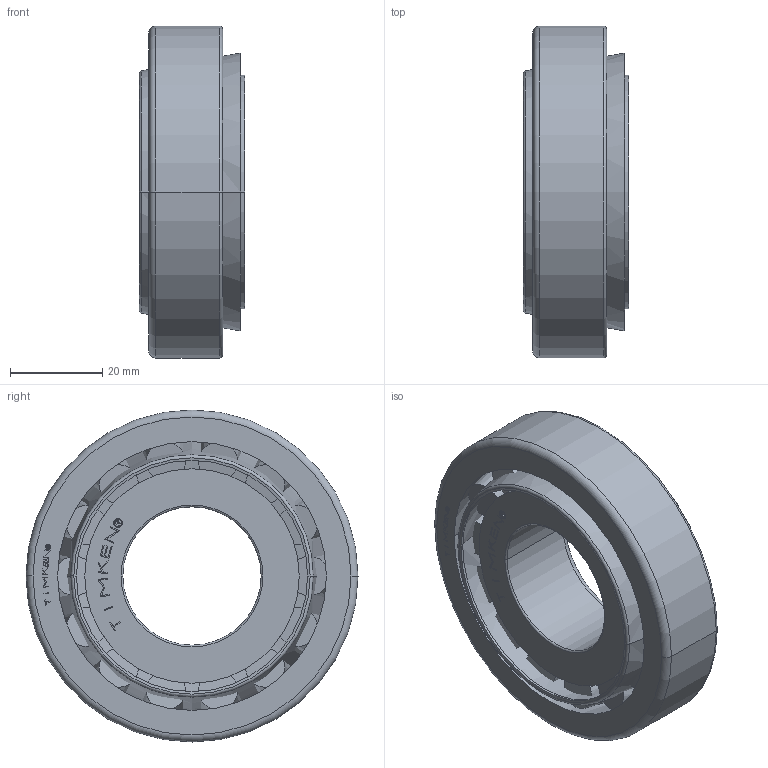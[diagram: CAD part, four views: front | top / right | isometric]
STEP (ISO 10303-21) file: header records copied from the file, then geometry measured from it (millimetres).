
FILE_DESCRIPTION(('starvars output'),'1');
FILE_NAME('30306.stp','19:33:51 2023/12/13',('TraceParts'),(' '),'Spatial InterOp 3D',' ',' ');
FILE_SCHEMA(('AUTOMOTIVE_DESIGN { 1 0 10303 214 3 1 1 }'));
Length unit declared in the file: millimetre
Products named in the file (1): 1
Bounding box: 22.8 x 72 x 72 mm (x, y, z)
Volume: 49123.7 mm3; surface area: 31112.4 mm2
Topology: 17 solids, 17 shells, 454 faces, 1128 edges, 742 vertices
Faces by surface type: plane 356, cone 48, cylinder 40, torus 10
Entity records: 17189 total; most frequent: CARTESIAN_POINT 2341, ORIENTED_EDGE 2256, DIRECTION 2246, EDGE_CURVE 1128, LINE 952, VECTOR 952, VERTEX_POINT 742, AXIS2_PLACEMENT_3D 647
